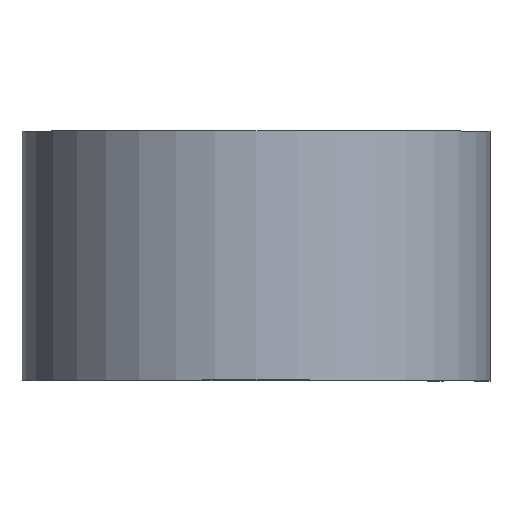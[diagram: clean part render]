
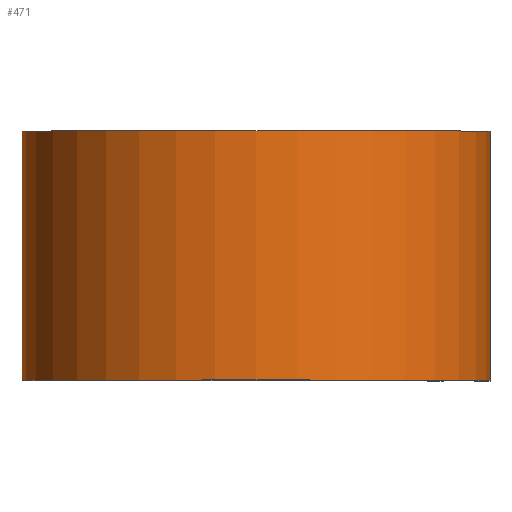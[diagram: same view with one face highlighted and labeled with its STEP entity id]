
A CAD part, top view. The second image highlights one B-rep face of the part: STEP entity #471.
In plain terms, the highlighted cylindrical face has radius 11.925 mm (diameter 23.851 mm), a partial arc.
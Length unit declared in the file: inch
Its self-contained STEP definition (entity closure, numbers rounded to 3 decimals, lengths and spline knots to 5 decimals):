
#2 = DIRECTION ( 'NONE',  ( 0., -1., 0. ) ) ;
#38 = AXIS2_PLACEMENT_3D ( 'NONE', #123, #64, #229 ) ;
#42 = CIRCLE ( 'NONE', #38, 0.4695 ) ;
#44 = DIRECTION ( 'NONE',  ( 1., 0., 0. ) ) ;
#48 = LINE ( 'NONE', #493, #209 ) ;
#64 = DIRECTION ( 'NONE',  ( 0., 1., 0. ) ) ;
#101 = AXIS2_PLACEMENT_3D ( 'NONE', #504, #2, #152 ) ;
#102 = FACE_OUTER_BOUND ( 'NONE', #511, .T. ) ;
#109 = EDGE_CURVE ( 'NONE', #155, #411, #42, .T. ) ;
#123 = CARTESIAN_POINT ( 'NONE',  ( 0., -0.25, 0. ) ) ;
#132 = LINE ( 'NONE', #164, #239 ) ;
#144 = AXIS2_PLACEMENT_3D ( 'NONE', #377, #543, #44 ) ;
#146 = CARTESIAN_POINT ( 'NONE',  ( 0.4695, -0.25, 0. ) ) ;
#148 = EDGE_CURVE ( 'NONE', #577, #155, #132, .T. ) ;
#151 = CIRCLE ( 'NONE', #144, 0.4695 ) ;
#152 = DIRECTION ( 'NONE',  ( 0., 0., -1. ) ) ;
#155 = VERTEX_POINT ( 'NONE', #365 ) ;
#164 = CARTESIAN_POINT ( 'NONE',  ( 0., 0.25, -0.4695 ) ) ;
#209 = VECTOR ( 'NONE', #234, 39.37008 ) ;
#229 = DIRECTION ( 'NONE',  ( 1., 0., 0. ) ) ;
#234 = DIRECTION ( 'NONE',  ( 0., -1., 0. ) ) ;
#239 = VECTOR ( 'NONE', #516, 39.37008 ) ;
#256 = ORIENTED_EDGE ( 'NONE', *, *, #148, .T. ) ;
#295 = EDGE_CURVE ( 'NONE', #577, #582, #151, .T. ) ;
#299 = CYLINDRICAL_SURFACE ( 'NONE', #101, 0.4695 ) ;
#313 = EDGE_CURVE ( 'NONE', #582, #411, #48, .T. ) ;
#328 = CARTESIAN_POINT ( 'NONE',  ( 0., 0.25, -0.4695 ) ) ;
#365 = CARTESIAN_POINT ( 'NONE',  ( 0., -0.25, -0.4695 ) ) ;
#370 = ORIENTED_EDGE ( 'NONE', *, *, #109, .T. ) ;
#377 = CARTESIAN_POINT ( 'NONE',  ( 0., 0.25, 0. ) ) ;
#411 = VERTEX_POINT ( 'NONE', #146 ) ;
#471 = ADVANCED_FACE ( 'NONE', ( #102 ), #299, .T. ) ;
#493 = CARTESIAN_POINT ( 'NONE',  ( 0.4695, 0.25, 0. ) ) ;
#504 = CARTESIAN_POINT ( 'NONE',  ( 0., 0.25, 0. ) ) ;
#511 = EDGE_LOOP ( 'NONE', ( #370, #514, #563, #256 ) ) ;
#514 = ORIENTED_EDGE ( 'NONE', *, *, #313, .F. ) ;
#516 = DIRECTION ( 'NONE',  ( 0., -1., 0. ) ) ;
#543 = DIRECTION ( 'NONE',  ( 0., 1., 0. ) ) ;
#563 = ORIENTED_EDGE ( 'NONE', *, *, #295, .F. ) ;
#576 = CARTESIAN_POINT ( 'NONE',  ( 0.4695, 0.25, 0. ) ) ;
#577 = VERTEX_POINT ( 'NONE', #328 ) ;
#582 = VERTEX_POINT ( 'NONE', #576 ) ;
